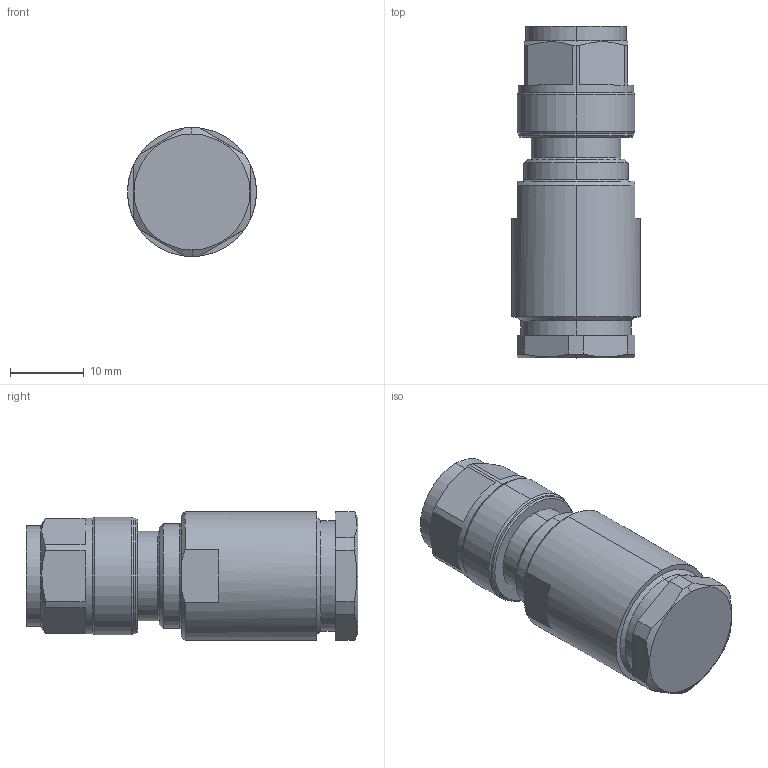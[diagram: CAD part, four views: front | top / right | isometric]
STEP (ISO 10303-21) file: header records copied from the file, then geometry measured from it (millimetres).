
FILE_DESCRIPTION((''),'2;1');
FILE_NAME('PRT0001','2021-08-28T',('Administrator'),(''),'PRO/ENGINEER BY PARAMETRIC TECHNOLOGY CORPORATION, 2012090','PRO/ENGINEER BY PARAMETRIC TECHNOLOGY CORPORATION, 2012090','');
FILE_SCHEMA(('CONFIG_CONTROL_DESIGN'));
Length unit declared in the file: millimetre
Products named in the file (1): PRT0001
Bounding box: 17.5 x 45 x 17.5 mm (x, y, z)
Volume: 8459.6 mm3; surface area: 3864.5 mm2
Topology: 1 solids, 1 shells, 131 faces, 308 edges, 190 vertices
Faces by surface type: cylinder 46, plane 43, cone 32, bspline 6, torus 4
Entity records: 5489 total; most frequent: CARTESIAN_POINT 2486, ORIENTED_EDGE 616, DIRECTION 614, EDGE_CURVE 308, AXIS2_PLACEMENT_3D 239, VERTEX_POINT 190, EDGE_LOOP 142, VECTOR 136
